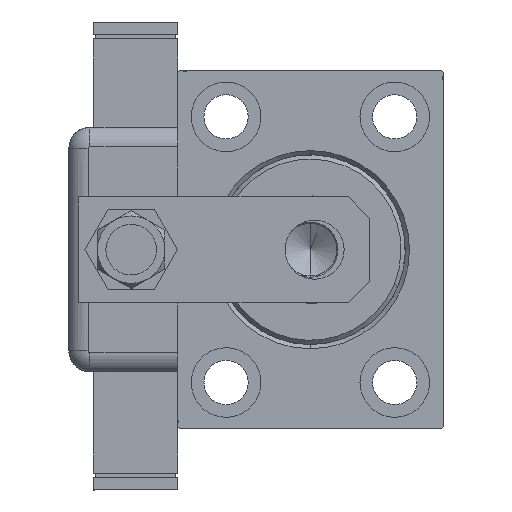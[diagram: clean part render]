
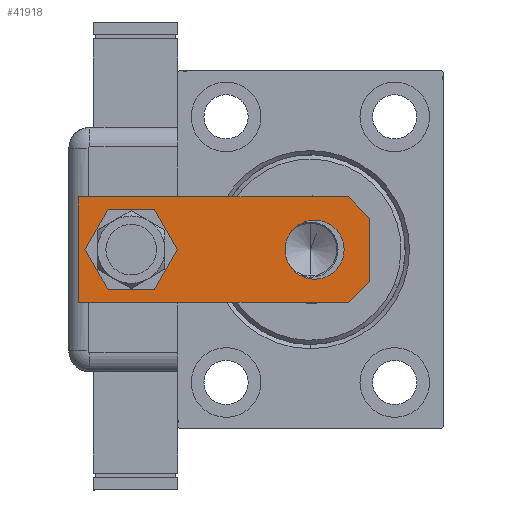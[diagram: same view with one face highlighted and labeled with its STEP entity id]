
A CAD part, left-side view. The second image highlights one B-rep face of the part: STEP entity #41918.
In plain terms, the highlighted face is planar.
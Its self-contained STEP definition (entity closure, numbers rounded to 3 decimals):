
#158 = CIRCLE ( 'NONE', #23359, 7. ) ;
#192 = EDGE_CURVE ( 'NONE', #54132, #8529, #827, .T. ) ;
#425 = ORIENTED_EDGE ( 'NONE', *, *, #21498, .F. ) ;
#827 = CIRCLE ( 'NONE', #38476, 7. ) ;
#1213 = CARTESIAN_POINT ( 'NONE',  ( -12.5, 69., 0. ) ) ;
#3952 = DIRECTION ( 'NONE',  ( 0., -1., 0. ) ) ;
#7572 = CARTESIAN_POINT ( 'NONE',  ( 0., 56.5, 0. ) ) ;
#8529 = VERTEX_POINT ( 'NONE', #59741 ) ;
#8823 = ORIENTED_EDGE ( 'NONE', *, *, #56992, .T. ) ;
#10086 = VERTEX_POINT ( 'NONE', #13389 ) ;
#10255 = AXIS2_PLACEMENT_3D ( 'NONE', #52074, #10688, #29128 ) ;
#10688 = DIRECTION ( 'NONE',  ( 0., 0., 1. ) ) ;
#10801 = CARTESIAN_POINT ( 'NONE',  ( 7.5, 0., 0. ) ) ;
#11215 = ORIENTED_EDGE ( 'NONE', *, *, #50466, .F. ) ;
#11386 = VERTEX_POINT ( 'NONE', #25393 ) ;
#12545 = CARTESIAN_POINT ( 'NONE',  ( 12.5, 0., 0. ) ) ;
#13055 = DIRECTION ( 'NONE',  ( 0., 0., 1. ) ) ;
#13074 = EDGE_CURVE ( 'NONE', #40734, #39754, #23005, .T. ) ;
#13389 = CARTESIAN_POINT ( 'NONE',  ( 7., 56.5, 0. ) ) ;
#13945 = CARTESIAN_POINT ( 'NONE',  ( 12.5, 5., 0. ) ) ;
#15184 = DIRECTION ( 'NONE',  ( 1., 0., 0. ) ) ;
#15219 = FACE_OUTER_BOUND ( 'NONE', #29211, .T. ) ;
#16167 = DIRECTION ( 'NONE',  ( 0., 0., 1. ) ) ;
#17046 = DIRECTION ( 'NONE',  ( 1., 0., 0. ) ) ;
#17258 = ORIENTED_EDGE ( 'NONE', *, *, #57078, .T. ) ;
#17576 = LINE ( 'NONE', #36304, #37559 ) ;
#17834 = CARTESIAN_POINT ( 'NONE',  ( 12.5, 69., 0. ) ) ;
#17853 = DIRECTION ( 'NONE',  ( 0., 0., 1. ) ) ;
#20206 = CARTESIAN_POINT ( 'NONE',  ( -12.5, 0., 0. ) ) ;
#20622 = CARTESIAN_POINT ( 'NONE',  ( 0., 56.5, 0. ) ) ;
#21498 = EDGE_CURVE ( 'NONE', #11386, #39754, #42266, .T. ) ;
#22386 = DIRECTION ( 'NONE',  ( 1., 0., 0. ) ) ;
#23005 = LINE ( 'NONE', #13945, #33030 ) ;
#23359 = AXIS2_PLACEMENT_3D ( 'NONE', #20622, #33923, #15184 ) ;
#23445 = CARTESIAN_POINT ( 'NONE',  ( 12.5, 69., 0. ) ) ;
#23840 = DIRECTION ( 'NONE',  ( 1., 0., 0. ) ) ;
#24004 = CIRCLE ( 'NONE', #53868, 7. ) ;
#24594 = FACE_BOUND ( 'NONE', #24824, .T. ) ;
#24824 = EDGE_LOOP ( 'NONE', ( #30548, #54141 ) ) ;
#25393 = CARTESIAN_POINT ( 'NONE',  ( -7.5, 0., 0. ) ) ;
#25720 = EDGE_CURVE ( 'NONE', #39236, #10086, #158, .T. ) ;
#25789 = VERTEX_POINT ( 'NONE', #30287 ) ;
#26455 = DIRECTION ( 'NONE',  ( 0., 1., 0. ) ) ;
#26537 = ORIENTED_EDGE ( 'NONE', *, *, #13074, .T. ) ;
#27039 = EDGE_LOOP ( 'NONE', ( #43591, #8823 ) ) ;
#27412 = CARTESIAN_POINT ( 'NONE',  ( 12.5, 5., 0. ) ) ;
#27801 = CARTESIAN_POINT ( 'NONE',  ( 7., 13., 0. ) ) ;
#28707 = LINE ( 'NONE', #48018, #31732 ) ;
#29128 = DIRECTION ( 'NONE',  ( 1., 0., 0. ) ) ;
#29211 = EDGE_LOOP ( 'NONE', ( #425, #17258, #11215, #47891, #58848, #26537 ) ) ;
#30287 = CARTESIAN_POINT ( 'NONE',  ( -12.5, 5., 0. ) ) ;
#30548 = ORIENTED_EDGE ( 'NONE', *, *, #52596, .T. ) ;
#31732 = VECTOR ( 'NONE', #34430, 1000. ) ;
#32399 = CARTESIAN_POINT ( 'NONE',  ( 0., 13., 0. ) ) ;
#32509 = LINE ( 'NONE', #23445, #55933 ) ;
#32803 = DIRECTION ( 'NONE',  ( -1., 0., 0. ) ) ;
#33030 = VECTOR ( 'NONE', #35710, 1000. ) ;
#33655 = FACE_BOUND ( 'NONE', #27039, .T. ) ;
#33923 = DIRECTION ( 'NONE',  ( 0., 0., 1. ) ) ;
#34430 = DIRECTION ( 'NONE',  ( -0.707, 0.707, 0. ) ) ;
#35710 = DIRECTION ( 'NONE',  ( -0.707, -0.707, 0. ) ) ;
#36304 = CARTESIAN_POINT ( 'NONE',  ( -12.5, 69., 0. ) ) ;
#37559 = VECTOR ( 'NONE', #3952, 1000. ) ;
#37780 = VECTOR ( 'NONE', #26455, 1000. ) ;
#38476 = AXIS2_PLACEMENT_3D ( 'NONE', #43644, #16167, #17046 ) ;
#39236 = VERTEX_POINT ( 'NONE', #45606 ) ;
#39754 = VERTEX_POINT ( 'NONE', #10801 ) ;
#40734 = VERTEX_POINT ( 'NONE', #27412 ) ;
#41531 = CIRCLE ( 'NONE', #45403, 7. ) ;
#41918 = ADVANCED_FACE ( 'NONE', ( #15219, #33655, #24594 ), #52376, .F. ) ;
#42266 = LINE ( 'NONE', #20206, #44751 ) ;
#43591 = ORIENTED_EDGE ( 'NONE', *, *, #25720, .T. ) ;
#43644 = CARTESIAN_POINT ( 'NONE',  ( 0., 13., 0. ) ) ;
#44751 = VECTOR ( 'NONE', #23840, 1000. ) ;
#45403 = AXIS2_PLACEMENT_3D ( 'NONE', #32399, #13055, #58976 ) ;
#45606 = CARTESIAN_POINT ( 'NONE',  ( -7., 56.5, 0. ) ) ;
#47443 = VERTEX_POINT ( 'NONE', #17834 ) ;
#47891 = ORIENTED_EDGE ( 'NONE', *, *, #50001, .F. ) ;
#48018 = CARTESIAN_POINT ( 'NONE',  ( -7.5, 0., 0. ) ) ;
#50001 = EDGE_CURVE ( 'NONE', #47443, #51606, #32509, .T. ) ;
#50466 = EDGE_CURVE ( 'NONE', #51606, #25789, #17576, .T. ) ;
#51606 = VERTEX_POINT ( 'NONE', #1213 ) ;
#52074 = CARTESIAN_POINT ( 'NONE',  ( 0., 0., 0. ) ) ;
#52376 = PLANE ( 'NONE',  #10255 ) ;
#52596 = EDGE_CURVE ( 'NONE', #8529, #54132, #41531, .T. ) ;
#53054 = LINE ( 'NONE', #12545, #37780 ) ;
#53868 = AXIS2_PLACEMENT_3D ( 'NONE', #7572, #17853, #22386 ) ;
#54007 = EDGE_CURVE ( 'NONE', #40734, #47443, #53054, .T. ) ;
#54132 = VERTEX_POINT ( 'NONE', #27801 ) ;
#54141 = ORIENTED_EDGE ( 'NONE', *, *, #192, .T. ) ;
#55933 = VECTOR ( 'NONE', #32803, 1000. ) ;
#56992 = EDGE_CURVE ( 'NONE', #10086, #39236, #24004, .T. ) ;
#57078 = EDGE_CURVE ( 'NONE', #11386, #25789, #28707, .T. ) ;
#58848 = ORIENTED_EDGE ( 'NONE', *, *, #54007, .F. ) ;
#58976 = DIRECTION ( 'NONE',  ( 1., 0., 0. ) ) ;
#59741 = CARTESIAN_POINT ( 'NONE',  ( -7., 13., 0. ) ) ;
